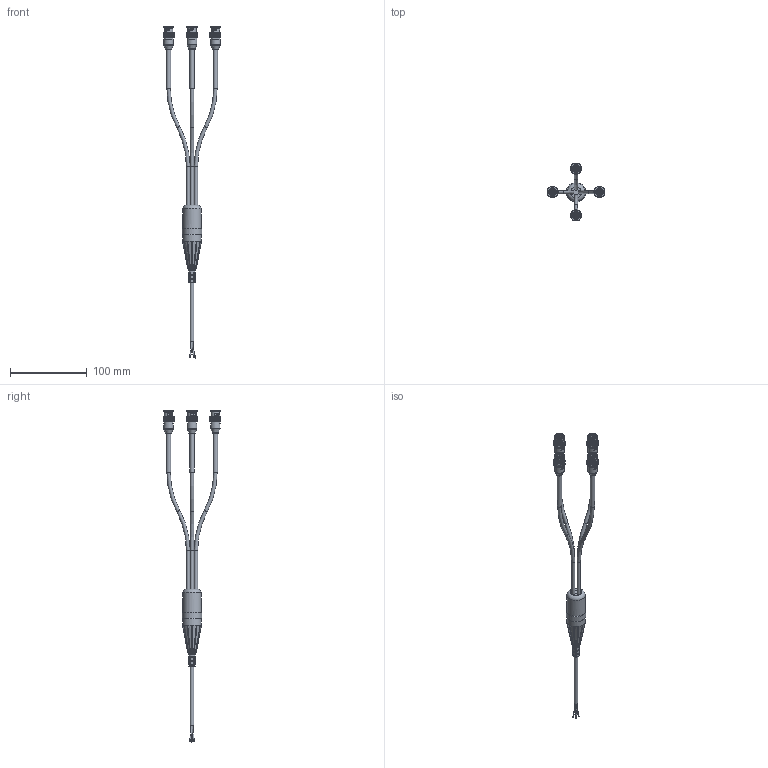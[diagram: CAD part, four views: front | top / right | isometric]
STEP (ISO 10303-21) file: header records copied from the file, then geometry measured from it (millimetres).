
FILE_DESCRIPTION(/* description */ (''),/* implementation_level */ '2;1');
FILE_NAME(/* name */ 'F4C.stp',/* time_stamp */ '2017-04-28T08:55:32-04:00',/* author */ ('aneininger'),/* organization */ ('CONNECTION TECHNOLOGY CENTER'),/* preprocessor_version */ 'ST-DEVELOPER v16.5',/* originating_system */ 'Autodesk Inventor 2017',/* authorisation */ '');
FILE_SCHEMA (('AUTOMOTIVE_DESIGN { 1 0 10303 214 3 1 1 }'));
Length unit declared in the file: inch
Products named in the file (1): Part6
Bounding box: 75.45 x 75.45 x 431.99 mm (x, y, z)
Volume: 57163.5 mm3; surface area: 32366 mm2
Topology: 6 solids, 7 shells, 2234 faces, 5824 edges, 3685 vertices
Faces by surface type: cylinder 959, plane 918, bspline 169, torus 164, cone 24
Full cylindrical faces by diameter (mm): 0.125 x1, 0.127 x48, 1.981 x4, 2.032 x4, 3.124 x1, 3.251 x1, 4.445 x4, 4.762 x4, 4.826 x1, 4.953 x4, 5.715 x4, 8.89 x1, 9.944 x4, 11.303 x4, 12.7 x7, 13.843 x4, 16.51 x2, 17.678 x1, 23.876 x1, 24.13 x1, 25.4 x1
Entity records: 83457 total; most frequent: CARTESIAN_POINT 28144, ORIENTED_EDGE 11426, DIRECTION 10772, EDGE_CURVE 5627, AXIS2_PLACEMENT_3D 4256, VERTEX_POINT 3624, EDGE_LOOP 2459, LINE 2260
